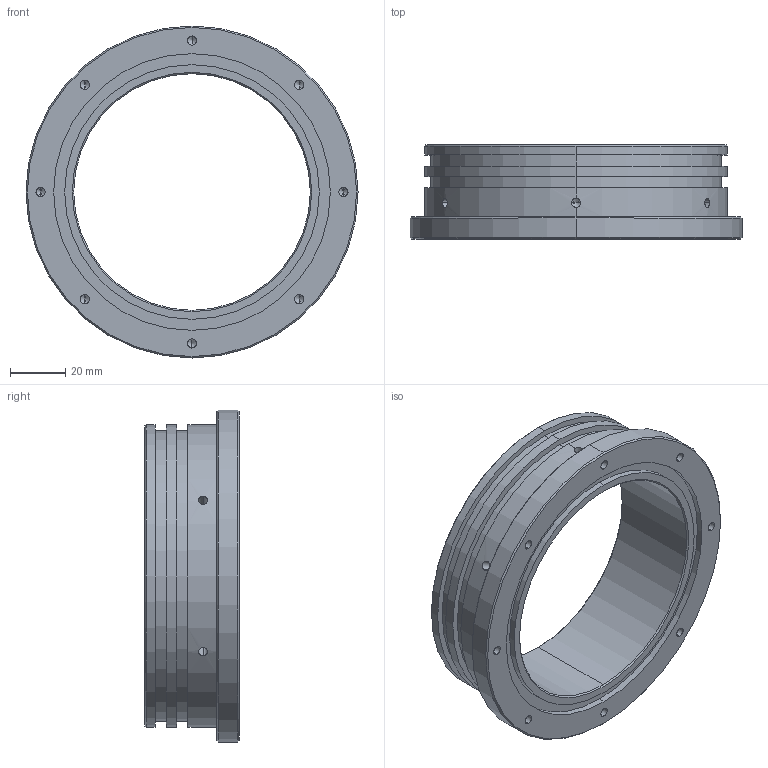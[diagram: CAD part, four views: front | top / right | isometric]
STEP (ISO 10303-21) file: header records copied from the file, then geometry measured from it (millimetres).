
FILE_DESCRIPTION (( 'STEP AP203' ), '1' );
FILE_NAME ('Cep02.STEP', '2024-04-19T12:58:26', ( '' ), ( '' ), 'SwSTEP 2.0', 'SolidWorks 2022', '' );
FILE_SCHEMA (( 'CONFIG_CONTROL_DESIGN' ));
Length unit declared in the file: millimetre
Products named in the file (1): Čep02
Bounding box: 120 x 34 x 120 mm (x, y, z)
Volume: 129820.6 mm3; surface area: 37309.5 mm2
Topology: 1 solids, 1 shells, 109 faces, 260 edges, 140 vertices
Faces by surface type: cylinder 54, cone 46, plane 9
Entity records: 3245 total; most frequent: CARTESIAN_POINT 790, DIRECTION 534, ORIENTED_EDGE 448, EDGE_CURVE 224, AXIS2_PLACEMENT_3D 216, VERTEX_POINT 140, EDGE_LOOP 134, FACE_OUTER_BOUND 109
